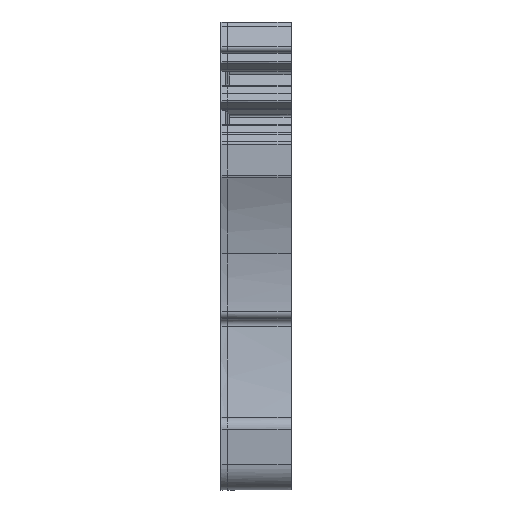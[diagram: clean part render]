
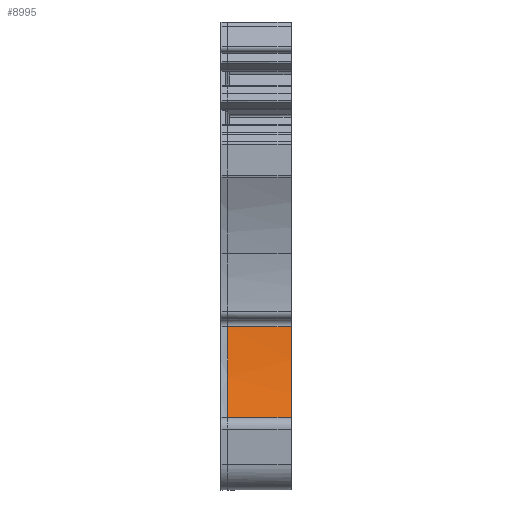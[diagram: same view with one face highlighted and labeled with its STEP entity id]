
A CAD part, front view. The second image highlights one B-rep face of the part: STEP entity #8995.
In plain terms, the highlighted cylindrical face has radius 36.422 mm (diameter 72.843 mm), a partial arc.
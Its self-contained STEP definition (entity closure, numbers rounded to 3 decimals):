
#1816=AXIS2_PLACEMENT_3D('Circle Axis2P3D',#1814,#1815,$) ;
#8974=AXIS2_PLACEMENT_3D('Cylinder Axis2P3D',#8971,#8972,#8973) ;
#1811=CARTESIAN_POINT('Vertex',(5.1,5.521,11.894)) ;
#1814=CARTESIAN_POINT('Axis2P3D Location',(5.1,-30.672,15.967)) ;
#1818=CARTESIAN_POINT('Vertex',(5.1,3.928,4.594)) ;
#8956=CARTESIAN_POINT('Vertex',(0.5,5.521,11.894)) ;
#8959=CARTESIAN_POINT('Line Origine',(2.55,5.521,11.894)) ;
#8971=CARTESIAN_POINT('Axis2P3D Location',(2.55,-30.672,15.967)) ;
#8977=CARTESIAN_POINT('Control Point',(0.5,5.521,11.894)) ;
#8978=CARTESIAN_POINT('Control Point',(0.5,5.242,9.415)) ;
#8979=CARTESIAN_POINT('Control Point',(0.5,4.707,6.964)) ;
#8980=CARTESIAN_POINT('Control Point',(0.5,3.928,4.594)) ;
#8981=CARTESIAN_POINT('Vertex',(0.5,3.928,4.594)) ;
#8984=CARTESIAN_POINT('Line Origine',(2.55,3.928,4.594)) ;
#1815=DIRECTION('Axis2P3D Direction',(-1.,0.,0.)) ;
#8960=DIRECTION('Vector Direction',(-1.,0.,0.)) ;
#8972=DIRECTION('Axis2P3D Direction',(-1.,0.,0.)) ;
#8973=DIRECTION('Axis2P3D XDirection',(0.,0.994,-0.112)) ;
#8985=DIRECTION('Vector Direction',(-1.,0.,0.)) ;
#8961=VECTOR('Line Direction',#8960,1.) ;
#8986=VECTOR('Line Direction',#8985,1.) ;
#8990=ORIENTED_EDGE('',*,*,#8983,.T.) ;
#8991=ORIENTED_EDGE('',*,*,#8988,.T.) ;
#8992=ORIENTED_EDGE('',*,*,#1820,.T.) ;
#8993=ORIENTED_EDGE('',*,*,#8963,.F.) ;
#8995=ADVANCED_FACE('KLTR ZTPE2.5/2AN/1.1\\KLTR ZTPE2.5/2AN/1',(#8994),#8975,.F.) ;
#8976=B_SPLINE_CURVE_WITH_KNOTS('',3,(#8977,#8978,#8979,#8980),.UNSPECIFIED.,.F.,.U.,(4,4),(0.,10.585),.UNSPECIFIED.) ;
#1817=CIRCLE('generated circle',#1816,36.422) ;
#8975=CYLINDRICAL_SURFACE('generated cylinder',#8974,36.422) ;
#1820=EDGE_CURVE('',#1819,#1812,#1817,.F.) ;
#8963=EDGE_CURVE('',#8957,#1812,#8962,.F.) ;
#8983=EDGE_CURVE('',#8957,#8982,#8976,.T.) ;
#8988=EDGE_CURVE('',#8982,#1819,#8987,.F.) ;
#8989=EDGE_LOOP('',(#8990,#8991,#8992,#8993)) ;
#8994=FACE_OUTER_BOUND('',#8989,.T.) ;
#8962=LINE('Line',#8959,#8961) ;
#8987=LINE('Line',#8984,#8986) ;
#1812=VERTEX_POINT('',#1811) ;
#1819=VERTEX_POINT('',#1818) ;
#8957=VERTEX_POINT('',#8956) ;
#8982=VERTEX_POINT('',#8981) ;
